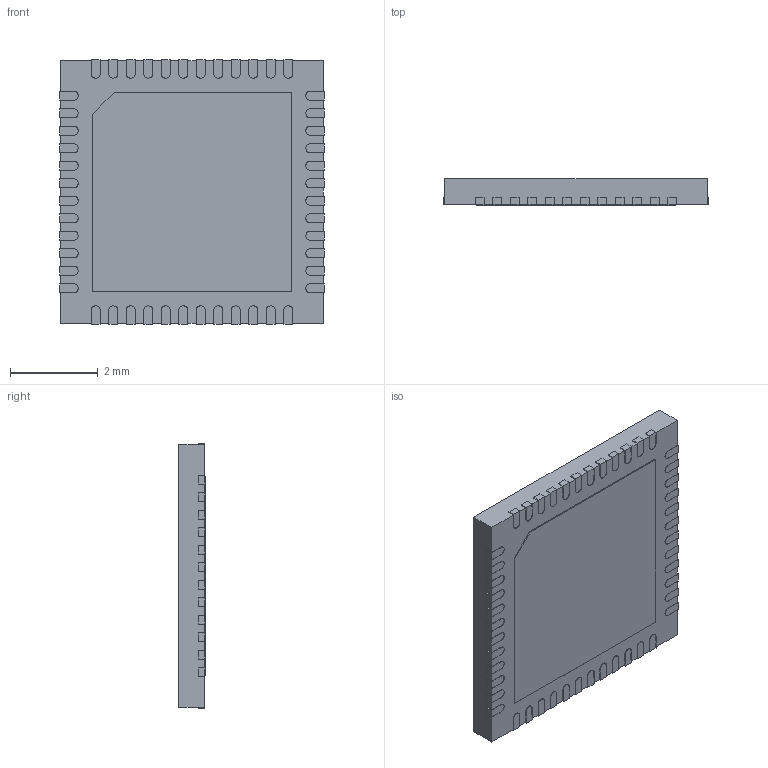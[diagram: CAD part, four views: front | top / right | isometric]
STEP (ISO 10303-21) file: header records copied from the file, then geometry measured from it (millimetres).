
FILE_DESCRIPTION(('FreeCAD Model'),'2;1');
FILE_NAME('User Library-QFN 48 6x6 pitch 0_4.step','2020-11-17T06:37:20',('Author'),(''), 'Open CASCADE STEP processor 7.3','FreeCAD','Unknown');
FILE_SCHEMA(('AUTOMOTIVE_DESIGN { 1 0 10303 214 1 1 1 1 }'));
Length unit declared in the file: millimetre
Products named in the file (1): Cut
Bounding box: 6.04 x 0.6 x 6.04 mm (x, y, z)
Volume: 21.4 mm3; surface area: 87.5 mm2
Topology: 1 solids, 1 shells, 313 faces, 928 edges, 619 vertices
Faces by surface type: plane 252, cylinder 60, bspline 1
Entity records: 12741 total; most frequent: CARTESIAN_POINT 2032, ORIENTED_EDGE 1856, DIRECTION 1673, EDGE_CURVE 928, LINE 807, VECTOR 807, VERTEX_POINT 619, AXIS2_PLACEMENT_3D 433
